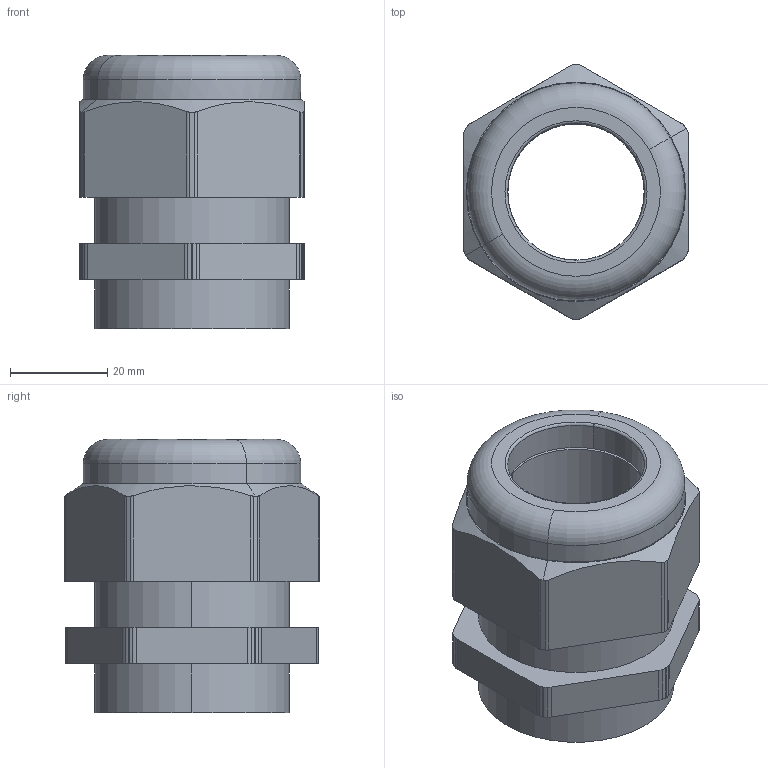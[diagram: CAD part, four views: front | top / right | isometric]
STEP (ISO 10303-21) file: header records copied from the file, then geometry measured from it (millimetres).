
FILE_DESCRIPTION(('CATIA V5 STEP Exchange','CAx-IF Rec.Pracs.--- Model Styling and Organization---1.4--- 2014-01-23'),'2;1');
FILE_NAME ('026196-2_1_1909890000_1909890000.stp','2019-11-08T08:18:43+00:00',('none'),('Weidmueller'),'CATIA Version 5-6 Release 2016 SP3 HF44','CATIA V5 STEP AP214','none');
FILE_SCHEMA(('AUTOMOTIVE_DESIGN { 1 0 10303 214 1 1 1 1 }'));
Length unit declared in the file: millimetre
Products named in the file (1): VG_M40_19-28
Bounding box: 46 x 52.19 x 56.07 mm (x, y, z)
Volume: 47231.9 mm3; surface area: 27433.4 mm2
Topology: 3 solids, 3 shells, 112 faces, 286 edges, 188 vertices
Faces by surface type: cylinder 66, plane 32, cone 8, torus 6
Entity records: 3644 total; most frequent: CARTESIAN_POINT 945, ORIENTED_EDGE 572, DIRECTION 453, EDGE_CURVE 286, AXIS2_PLACEMENT_3D 229, VERTEX_POINT 188, EDGE_LOOP 126, CIRCLE 121
